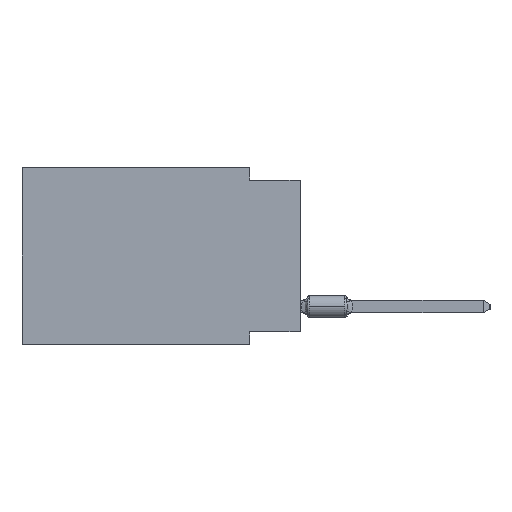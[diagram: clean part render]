
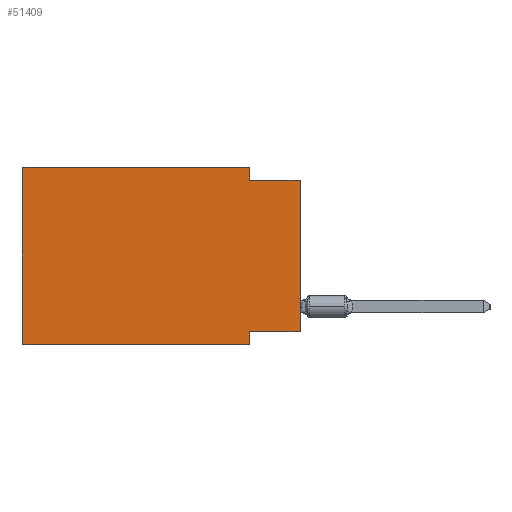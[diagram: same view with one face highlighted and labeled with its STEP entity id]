
A CAD part, left-side view. The second image highlights one B-rep face of the part: STEP entity #51409.
In plain terms, the highlighted planar face has unit normal (-1, 0, 0).
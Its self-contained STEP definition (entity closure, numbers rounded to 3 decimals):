
#3672 = EDGE_CURVE ( 'NONE', #6503, #49919, #75716, .T. ) ;
#3971 = EDGE_CURVE ( 'NONE', #84549, #6503, #81410, .T. ) ;
#4072 = VECTOR ( 'NONE', #16834, 1000. ) ;
#5593 = DIRECTION ( 'NONE',  ( 1., 0., 0. ) ) ;
#6301 = EDGE_CURVE ( 'NONE', #85290, #65421, #89890, .T. ) ;
#6346 = CARTESIAN_POINT ( 'NONE',  ( 0., 2.54, -8.89 ) ) ;
#6362 = VERTEX_POINT ( 'NONE', #18721 ) ;
#6503 = VERTEX_POINT ( 'NONE', #21082 ) ;
#6835 = VECTOR ( 'NONE', #49712, 1000. ) ;
#6878 = CARTESIAN_POINT ( 'NONE',  ( 0., 0., -0.635 ) ) ;
#7705 = VECTOR ( 'NONE', #32055, 1000. ) ;
#7901 = DIRECTION ( 'NONE',  ( 0., -1., 0. ) ) ;
#8829 = EDGE_CURVE ( 'NONE', #65421, #22061, #47557, .T. ) ;
#9233 = EDGE_CURVE ( 'NONE', #6362, #22061, #69507, .T. ) ;
#10366 = CARTESIAN_POINT ( 'NONE',  ( 0., 2.54, 0. ) ) ;
#10901 = CARTESIAN_POINT ( 'NONE',  ( 0., 13.97, -8.89 ) ) ;
#15502 = ORIENTED_EDGE ( 'NONE', *, *, #8829, .F. ) ;
#16834 = DIRECTION ( 'NONE',  ( 0., 1., 0. ) ) ;
#18721 = CARTESIAN_POINT ( 'NONE',  ( 0., 13.97, -8.89 ) ) ;
#20030 = FACE_OUTER_BOUND ( 'NONE', #89009, .T. ) ;
#20410 = CARTESIAN_POINT ( 'NONE',  ( 0., 13.97, 0. ) ) ;
#21082 = CARTESIAN_POINT ( 'NONE',  ( 0., 2.54, 0. ) ) ;
#22061 = VERTEX_POINT ( 'NONE', #6346 ) ;
#26646 = ORIENTED_EDGE ( 'NONE', *, *, #3971, .F. ) ;
#30610 = VECTOR ( 'NONE', #39860, 1000. ) ;
#32055 = DIRECTION ( 'NONE',  ( 0., -1., 0. ) ) ;
#32427 = VECTOR ( 'NONE', #7901, 1000. ) ;
#36478 = EDGE_CURVE ( 'NONE', #85290, #85445, #36615, .T. ) ;
#36615 = LINE ( 'NONE', #66380, #45774 ) ;
#37189 = VECTOR ( 'NONE', #55836, 1000. ) ;
#37390 = CARTESIAN_POINT ( 'NONE',  ( 0., 2.54, -0.635 ) ) ;
#39860 = DIRECTION ( 'NONE',  ( 0., 0., -1. ) ) ;
#42794 = CARTESIAN_POINT ( 'NONE',  ( 0., 13.97, 0. ) ) ;
#44722 = VECTOR ( 'NONE', #91589, 1000. ) ;
#45774 = VECTOR ( 'NONE', #80811, 1000. ) ;
#47087 = CARTESIAN_POINT ( 'NONE',  ( 0., 0., -8.255 ) ) ;
#47557 = LINE ( 'NONE', #91769, #30610 ) ;
#47666 = EDGE_CURVE ( 'NONE', #49919, #85445, #54414, .T. ) ;
#48984 = ORIENTED_EDGE ( 'NONE', *, *, #47666, .F. ) ;
#49325 = CARTESIAN_POINT ( 'NONE',  ( 0., 13.97, 0. ) ) ;
#49712 = DIRECTION ( 'NONE',  ( 0., 0., 1. ) ) ;
#49919 = VERTEX_POINT ( 'NONE', #37390 ) ;
#51409 = ADVANCED_FACE ( 'NONE', ( #20030 ), #64212, .F. ) ;
#52144 = ORIENTED_EDGE ( 'NONE', *, *, #3672, .F. ) ;
#54414 = LINE ( 'NONE', #76494, #37189 ) ;
#55836 = DIRECTION ( 'NONE',  ( 0., -1., 0. ) ) ;
#56549 = DIRECTION ( 'NONE',  ( 0., 0., -1. ) ) ;
#57444 = CARTESIAN_POINT ( 'NONE',  ( 0., 2.54, -8.255 ) ) ;
#57927 = ORIENTED_EDGE ( 'NONE', *, *, #9233, .T. ) ;
#59798 = CARTESIAN_POINT ( 'NONE',  ( 0., 13.97, 0. ) ) ;
#64212 = PLANE ( 'NONE',  #71157 ) ;
#65421 = VERTEX_POINT ( 'NONE', #57444 ) ;
#66380 = CARTESIAN_POINT ( 'NONE',  ( 0., 0., 0. ) ) ;
#69507 = LINE ( 'NONE', #10901, #7705 ) ;
#69991 = ORIENTED_EDGE ( 'NONE', *, *, #6301, .F. ) ;
#71157 = AXIS2_PLACEMENT_3D ( 'NONE', #49325, #5593, #56549 ) ;
#75716 = LINE ( 'NONE', #10366, #44722 ) ;
#76220 = CARTESIAN_POINT ( 'NONE',  ( 0., 0., -8.255 ) ) ;
#76494 = CARTESIAN_POINT ( 'NONE',  ( 0., 0., -0.635 ) ) ;
#79217 = EDGE_CURVE ( 'NONE', #6362, #84549, #93930, .T. ) ;
#80811 = DIRECTION ( 'NONE',  ( 0., 0., 1. ) ) ;
#81410 = LINE ( 'NONE', #59798, #32427 ) ;
#84549 = VERTEX_POINT ( 'NONE', #42794 ) ;
#85290 = VERTEX_POINT ( 'NONE', #76220 ) ;
#85445 = VERTEX_POINT ( 'NONE', #6878 ) ;
#86329 = ORIENTED_EDGE ( 'NONE', *, *, #79217, .F. ) ;
#88494 = ORIENTED_EDGE ( 'NONE', *, *, #36478, .T. ) ;
#89009 = EDGE_LOOP ( 'NONE', ( #88494, #48984, #52144, #26646, #86329, #57927, #15502, #69991 ) ) ;
#89890 = LINE ( 'NONE', #47087, #4072 ) ;
#91589 = DIRECTION ( 'NONE',  ( 0., 0., -1. ) ) ;
#91769 = CARTESIAN_POINT ( 'NONE',  ( 0., 2.54, -8.89 ) ) ;
#93930 = LINE ( 'NONE', #20410, #6835 ) ;
